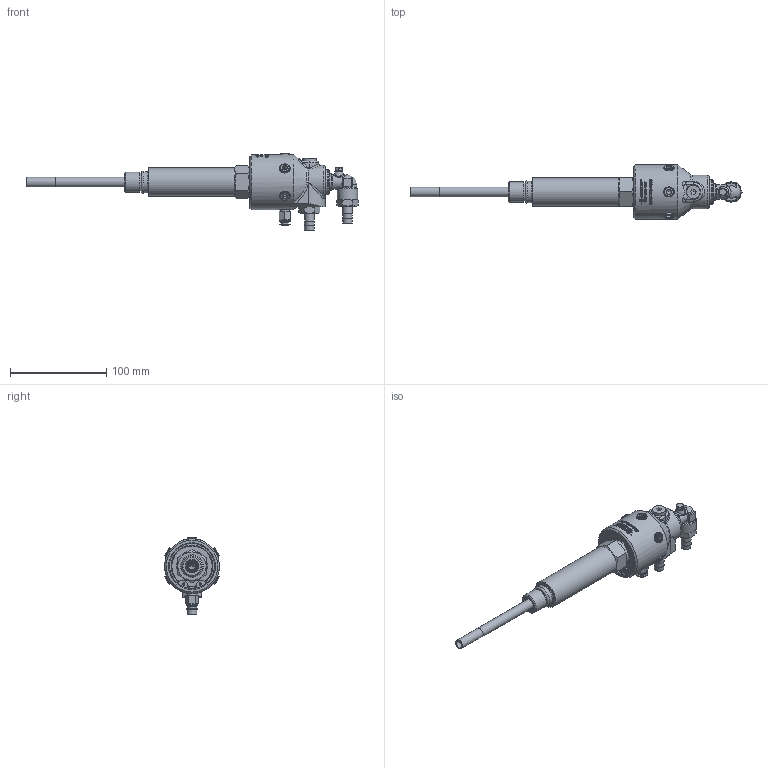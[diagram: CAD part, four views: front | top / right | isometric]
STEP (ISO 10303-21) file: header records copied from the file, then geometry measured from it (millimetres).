
FILE_DESCRIPTION((''),'2;1');
FILE_NAME('157-268-137-IC.stp','2013-01-18T13:24:30',('cdunkel'),(''),'Autodesk Inventor 2011','Autodesk Inventor 2011','');
FILE_SCHEMA(('AUTOMOTIVE_DESIGN { 1 2 10303 214 0 1 1 1 }'));
Length unit declared in the file: millimetre
Products named in the file (1): 157-268-137-IC
Bounding box: 345.47 x 57 x 80.5 mm (x, y, z)
Volume: 237947 mm3; surface area: 70059.3 mm2
Topology: 3 solids, 6 shells, 933 faces, 2328 edges, 1499 vertices
Faces by surface type: plane 401, bspline 254, cylinder 151, cone 101, torus 23, sphere 3
Full cylindrical faces by diameter (mm): 2.48 x2, 3.621 x1, 4 x1, 4.152 x1, 4.6 x1, 5 x1, 5.9 x1, 6 x1, 6.274 x5, 6.4 x1, 7.5 x3, 8 x1, 8.4 x1, 8.566 x1, 9.5 x1, 9.9 x1, 10 x6, 12 x1, 12.4 x1, 12.5 x1, 13.889 x1, 14 x1, 14.95 x2, 15 x2, 17.7 x2, 19.05 x1, 20.955 x1, 21 x1, 21.8 x1, 22 x1
Entity records: 33762 total; most frequent: CARTESIAN_POINT 13521, ORIENTED_EDGE 4236, DIRECTION 3553, EDGE_CURVE 2118, VERTEX_POINT 1433, AXIS2_PLACEMENT_3D 1407, EDGE_LOOP 1189, FACE_OUTER_BOUND 931
